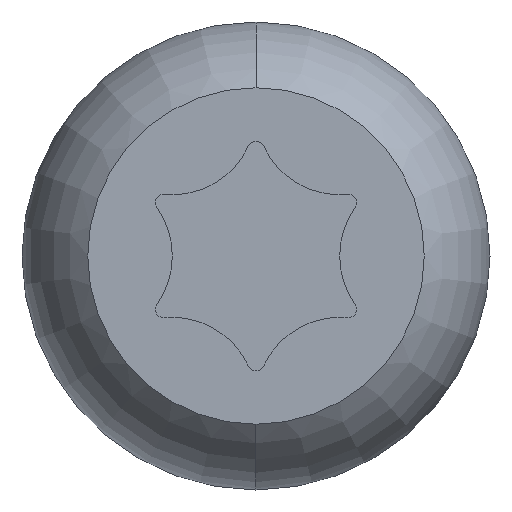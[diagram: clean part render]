
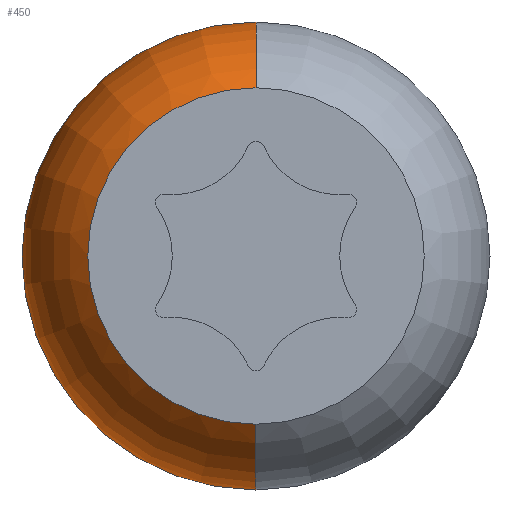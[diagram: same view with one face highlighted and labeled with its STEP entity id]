
A CAD part, left-side view. The second image highlights one B-rep face of the part: STEP entity #450.
In plain terms, the highlighted toroidal (fillet/blend) face has major radius 0.75 mm and minor radius 2.1 mm.
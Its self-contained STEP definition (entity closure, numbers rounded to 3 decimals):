
#11 = CARTESIAN_POINT ( 'NONE',  ( -16., 0., 2.85 ) ) ;
#45 = VERTEX_POINT ( 'NONE', #282 ) ;
#61 = CARTESIAN_POINT ( 'NONE',  ( -16., 0., 0.75 ) ) ;
#93 = EDGE_CURVE ( 'NONE', #204, #45, #732, .T. ) ;
#135 = ORIENTED_EDGE ( 'NONE', *, *, #297, .F. ) ;
#200 = AXIS2_PLACEMENT_3D ( 'NONE', #61, #805, #677 ) ;
#204 = VERTEX_POINT ( 'NONE', #11 ) ;
#230 = CIRCLE ( 'NONE', #342, 2.85 ) ;
#282 = CARTESIAN_POINT ( 'NONE',  ( -17.65, 0., 2.049 ) ) ;
#297 = EDGE_CURVE ( 'NONE', #45, #625, #452, .T. ) ;
#307 = AXIS2_PLACEMENT_3D ( 'NONE', #437, #839, #510 ) ;
#312 = ORIENTED_EDGE ( 'NONE', *, *, #93, .F. ) ;
#342 = AXIS2_PLACEMENT_3D ( 'NONE', #541, #426, #370 ) ;
#370 = DIRECTION ( 'NONE',  ( 0., 0., 1. ) ) ;
#392 = DIRECTION ( 'NONE',  ( 0., 1., 0. ) ) ;
#394 = EDGE_LOOP ( 'NONE', ( #558, #546, #135, #312 ) ) ;
#426 = DIRECTION ( 'NONE',  ( -1., 0., 0. ) ) ;
#437 = CARTESIAN_POINT ( 'NONE',  ( -17.65, 0., 0. ) ) ;
#440 = AXIS2_PLACEMENT_3D ( 'NONE', #454, #524, #530 ) ;
#450 = ADVANCED_FACE ( 'NONE', ( #471 ), #614, .T. ) ;
#452 = CIRCLE ( 'NONE', #307, 2.049 ) ;
#454 = CARTESIAN_POINT ( 'NONE',  ( -16., 0., 0. ) ) ;
#471 = FACE_OUTER_BOUND ( 'NONE', #394, .T. ) ;
#510 = DIRECTION ( 'NONE',  ( 0., 0., 1. ) ) ;
#518 = EDGE_CURVE ( 'NONE', #204, #620, #230, .T. ) ;
#524 = DIRECTION ( 'NONE',  ( -1., 0., 0. ) ) ;
#530 = DIRECTION ( 'NONE',  ( 0., 0., 1. ) ) ;
#541 = CARTESIAN_POINT ( 'NONE',  ( -16., 0., 0. ) ) ;
#546 = ORIENTED_EDGE ( 'NONE', *, *, #791, .T. ) ;
#558 = ORIENTED_EDGE ( 'NONE', *, *, #518, .T. ) ;
#561 = CARTESIAN_POINT ( 'NONE',  ( -17.65, 0., -2.049 ) ) ;
#563 = CIRCLE ( 'NONE', #821, 2.1 ) ;
#592 = DIRECTION ( 'NONE',  ( 0., 0., 1. ) ) ;
#614 = TOROIDAL_SURFACE ( 'NONE', #440, 0.75, 2.1 ) ;
#620 = VERTEX_POINT ( 'NONE', #820 ) ;
#625 = VERTEX_POINT ( 'NONE', #561 ) ;
#655 = CARTESIAN_POINT ( 'NONE',  ( -16., 0., -0.75 ) ) ;
#677 = DIRECTION ( 'NONE',  ( 0., 0., -1. ) ) ;
#732 = CIRCLE ( 'NONE', #200, 2.1 ) ;
#791 = EDGE_CURVE ( 'NONE', #620, #625, #563, .T. ) ;
#805 = DIRECTION ( 'NONE',  ( 0., -1., 0. ) ) ;
#820 = CARTESIAN_POINT ( 'NONE',  ( -16., 0., -2.85 ) ) ;
#821 = AXIS2_PLACEMENT_3D ( 'NONE', #655, #392, #592 ) ;
#839 = DIRECTION ( 'NONE',  ( -1., 0., 0. ) ) ;
